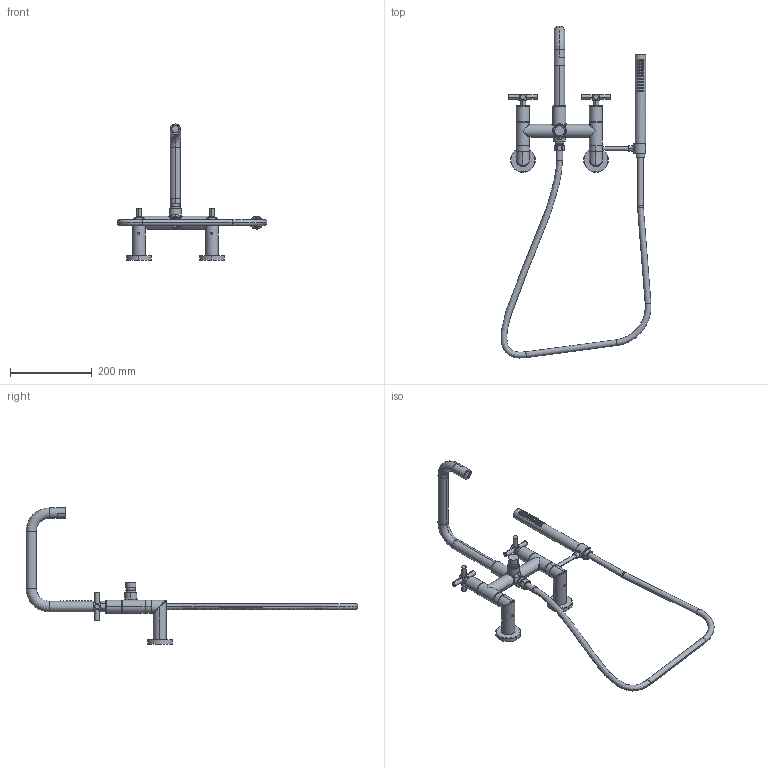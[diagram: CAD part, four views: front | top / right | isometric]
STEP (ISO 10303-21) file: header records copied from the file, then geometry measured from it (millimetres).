
FILE_DESCRIPTION((''),'2;1');
FILE_NAME('1400-4282_','2023-02-24T00:20:31',('nehatek'),(''),'CREO PARAMETRIC BY PTC INC, 2019352','CREO PARAMETRIC BY PTC INC, 2019352','');
FILE_SCHEMA(('CONFIG_CONTROL_DESIGN'));
Products named in the file (1): 1400-4282_
Bounding box: 366.63 x 811.57 x 332.74 mm (x, y, z)
Volume: 1199429.9 mm3; surface area: 219861.8 mm2
Topology: 5 solids, 5 shells, 1200 faces, 2669 edges, 1615 vertices
Faces by surface type: bspline 670, cylinder 331, plane 133, cone 30, torus 26, sphere 10
Entity records: 132458 total; most frequent: CARTESIAN_POINT 110863, ORIENTED_EDGE 5336, DIRECTION 2777, EDGE_CURVE 2668, VERTEX_POINT 1615, B_SPLINE_CURVE_WITH_KNOTS 1494, EDGE_LOOP 1339, FACE_OUTER_BOUND 1200
